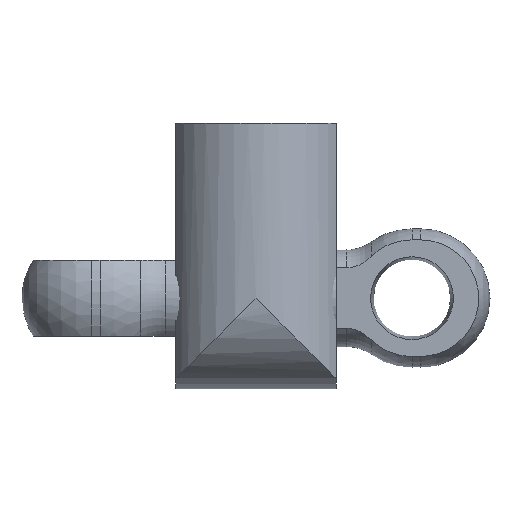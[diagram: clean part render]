
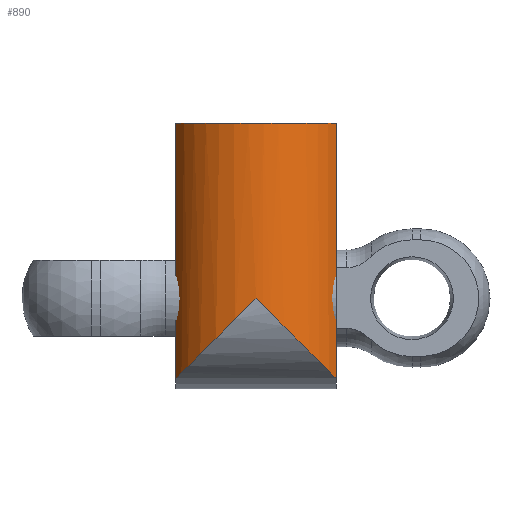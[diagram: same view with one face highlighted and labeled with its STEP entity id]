
A CAD part, left-side view. The second image highlights one B-rep face of the part: STEP entity #890.
In plain terms, the highlighted cylindrical face has radius 21.5 mm (diameter 43 mm), a partial arc.
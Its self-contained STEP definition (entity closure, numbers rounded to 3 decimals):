
#108=FACE_OUTER_BOUND('',#164,.T.);
#164=EDGE_LOOP('',(#623,#624,#625,#626,#627));
#241=ELLIPSE('',#987,30.406,21.5);
#242=ELLIPSE('',#988,30.406,21.5);
#245=LINE('',#1427,#301);
#246=LINE('',#1432,#302);
#301=VECTOR('',#1118,10.);
#302=VECTOR('',#1123,10.);
#357=CIRCLE('',#986,21.5);
#416=VERTEX_POINT('',#1423);
#417=VERTEX_POINT('',#1424);
#418=VERTEX_POINT('',#1426);
#419=VERTEX_POINT('',#1428);
#420=VERTEX_POINT('',#1430);
#500=EDGE_CURVE('',#416,#417,#357,.T.);
#501=EDGE_CURVE('',#418,#416,#245,.T.);
#502=EDGE_CURVE('',#419,#418,#241,.T.);
#503=EDGE_CURVE('',#420,#419,#242,.T.);
#504=EDGE_CURVE('',#417,#420,#246,.T.);
#623=ORIENTED_EDGE('',*,*,#500,.F.);
#624=ORIENTED_EDGE('',*,*,#501,.F.);
#625=ORIENTED_EDGE('',*,*,#502,.F.);
#626=ORIENTED_EDGE('',*,*,#503,.F.);
#627=ORIENTED_EDGE('',*,*,#504,.F.);
#869=CYLINDRICAL_SURFACE('',#985,21.5);
#890=ADVANCED_FACE('',(#108),#869,.T.);
#985=AXIS2_PLACEMENT_3D('',#1422,#1114,#1115);
#986=AXIS2_PLACEMENT_3D('',#1425,#1116,#1117);
#987=AXIS2_PLACEMENT_3D('',#1429,#1119,#1120);
#988=AXIS2_PLACEMENT_3D('',#1431,#1121,#1122);
#1114=DIRECTION('center_axis',(0.,0.,1.));
#1115=DIRECTION('ref_axis',(-1.,0.,0.));
#1116=DIRECTION('center_axis',(0.,0.,1.));
#1117=DIRECTION('ref_axis',(1.,0.,0.));
#1118=DIRECTION('',(0.,0.,1.));
#1119=DIRECTION('center_axis',(0.,-0.707,-0.707));
#1120=DIRECTION('ref_axis',(0.,0.707,-0.707));
#1121=DIRECTION('center_axis',(0.,0.707,-0.707));
#1122=DIRECTION('ref_axis',(0.,0.707,0.707));
#1123=DIRECTION('',(0.,0.,-1.));
#1422=CARTESIAN_POINT('Origin',(0.,0.,0.));
#1423=CARTESIAN_POINT('',(-10.062,19.,41.5));
#1424=CARTESIAN_POINT('',(-10.062,-19.,41.5));
#1425=CARTESIAN_POINT('Origin',(0.,0.,41.5));
#1426=CARTESIAN_POINT('',(-10.062,19.,-19.));
#1427=CARTESIAN_POINT('',(-10.062,19.,0.));
#1428=CARTESIAN_POINT('',(-21.5,0.,0.));
#1429=CARTESIAN_POINT('Origin',(0.,0.,0.));
#1430=CARTESIAN_POINT('',(-10.062,-19.,-19.));
#1431=CARTESIAN_POINT('Origin',(0.,0.,0.));
#1432=CARTESIAN_POINT('',(-10.062,-19.,0.));
